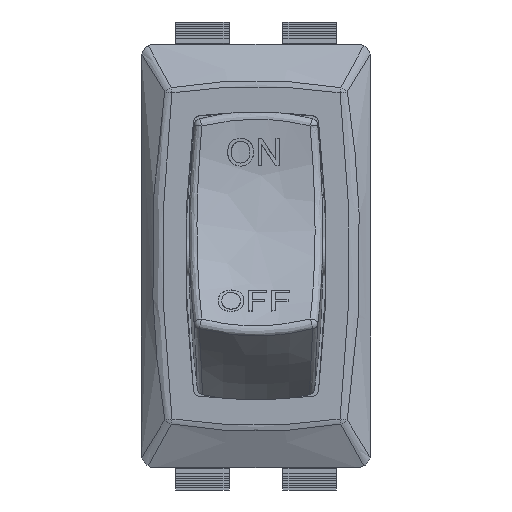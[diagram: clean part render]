
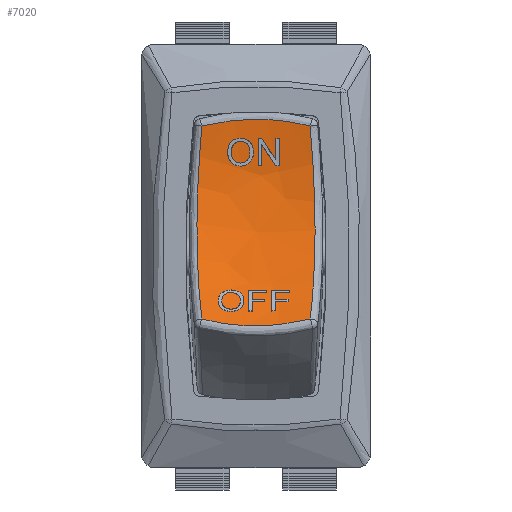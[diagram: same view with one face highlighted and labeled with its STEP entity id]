
A CAD part, top view. The second image highlights one B-rep face of the part: STEP entity #7020.
In plain terms, the highlighted free-form (B-spline) face has degree [2, 2] with [3, 3] control points.
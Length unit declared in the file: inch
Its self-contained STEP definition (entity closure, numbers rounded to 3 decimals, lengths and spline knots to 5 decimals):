
#46=(
BOUNDED_SURFACE()
B_SPLINE_SURFACE(2,2,((#10300,#10301,#10302),(#10303,#10304,#10305),(#10306,
#10307,#10308)),.UNSPECIFIED.,.F.,.F.,.F.)
B_SPLINE_SURFACE_WITH_KNOTS((3,3),(3,3),(-0.14253,0.14253),
(-2.06401,-1.07758),.UNSPECIFIED.)
GEOMETRIC_REPRESENTATION_ITEM()
RATIONAL_B_SPLINE_SURFACE(((1.,0.881,1.),(0.99,0.872,
0.99),(1.,0.881,1.)))
REPRESENTATION_ITEM('')
SURFACE()
);
#1870=FACE_OUTER_BOUND('',#2258,.T.);
#2258=EDGE_LOOP('',(#4931,#4932,#4933,#4934));
#2737=B_SPLINE_CURVE_WITH_KNOTS('',3,(#9529,#9530,#9531,#9532),
 .UNSPECIFIED.,.F.,.F.,(4,4),(0.15375,0.97601),
 .UNSPECIFIED.);
#2774=B_SPLINE_CURVE_WITH_KNOTS('',3,(#9989,#9990,#9991,#9992,#9993),
 .UNSPECIFIED.,.F.,.F.,(4,1,4),(-1.85961,-0.93594,-0.24319),
 .UNSPECIFIED.);
#2784=B_SPLINE_CURVE_WITH_KNOTS('',3,(#10145,#10146,#10147,#10148),
 .UNSPECIFIED.,.F.,.F.,(4,4),(0.12668,0.94857),
 .UNSPECIFIED.);
#2786=B_SPLINE_CURVE_WITH_KNOTS('',3,(#10183,#10184,#10185,#10186,#10187),
 .UNSPECIFIED.,.F.,.F.,(4,1,4),(-1.85961,-1.16686,-0.24319),
 .UNSPECIFIED.);
#2967=VERTEX_POINT('',#9526);
#2968=VERTEX_POINT('',#9528);
#3028=VERTEX_POINT('',#9939);
#3032=VERTEX_POINT('',#9950);
#3679=EDGE_CURVE('',#2967,#2968,#2737,.T.);
#3765=EDGE_CURVE('',#3032,#2967,#2774,.T.);
#3775=EDGE_CURVE('',#3028,#3032,#2784,.T.);
#3777=EDGE_CURVE('',#2968,#3028,#2786,.T.);
#4931=ORIENTED_EDGE('',*,*,#3765,.F.);
#4932=ORIENTED_EDGE('',*,*,#3775,.F.);
#4933=ORIENTED_EDGE('',*,*,#3777,.F.);
#4934=ORIENTED_EDGE('',*,*,#3679,.F.);
#7020=ADVANCED_FACE('',(#1870),#46,.T.);
#9526=CARTESIAN_POINT('',(-0.15814,0.37905,0.08565));
#9528=CARTESIAN_POINT('',(0.15814,0.37905,0.08565));
#9529=CARTESIAN_POINT('Ctrl Pts',(-0.15814,0.37905,
0.08565));
#9530=CARTESIAN_POINT('Ctrl Pts',(-0.05562,0.40579,
0.0752));
#9531=CARTESIAN_POINT('Ctrl Pts',(0.05537,0.40585,
0.07517));
#9532=CARTESIAN_POINT('Ctrl Pts',(0.15814,0.37905,0.08565));
#9939=CARTESIAN_POINT('',(0.15814,-0.1847,0.29084));
#9950=CARTESIAN_POINT('',(-0.15814,-0.1847,0.29084));
#9989=CARTESIAN_POINT('Ctrl Pts',(-0.15814,-0.1847,
0.29084));
#9990=CARTESIAN_POINT('Ctrl Pts',(-0.16822,-0.10296,
0.20621));
#9991=CARTESIAN_POINT('Ctrl Pts',(-0.17787,0.08064,
0.09523));
#9992=CARTESIAN_POINT('Ctrl Pts',(-0.1657,0.29129,
0.07643));
#9993=CARTESIAN_POINT('Ctrl Pts',(-0.15814,0.37905,
0.08565));
#10145=CARTESIAN_POINT('Ctrl Pts',(0.15814,-0.1847,
0.29084));
#10146=CARTESIAN_POINT('Ctrl Pts',(0.05555,-0.21192,
0.30002));
#10147=CARTESIAN_POINT('Ctrl Pts',(-0.05535,-0.21198,
0.30004));
#10148=CARTESIAN_POINT('Ctrl Pts',(-0.15814,-0.1847,
0.29084));
#10183=CARTESIAN_POINT('Ctrl Pts',(0.15814,0.37905,
0.08565));
#10184=CARTESIAN_POINT('Ctrl Pts',(0.1657,0.29129,0.07643));
#10185=CARTESIAN_POINT('Ctrl Pts',(0.17787,0.08064,
0.09523));
#10186=CARTESIAN_POINT('Ctrl Pts',(0.16822,-0.10296,
0.20621));
#10187=CARTESIAN_POINT('Ctrl Pts',(0.15814,-0.1847,
0.29084));
#10300=CARTESIAN_POINT('Ctrl Pts',(-0.1724,-0.19604,
0.30609));
#10301=CARTESIAN_POINT('Ctrl Pts',(-0.1724,0.04268,
0.03853));
#10302=CARTESIAN_POINT('Ctrl Pts',(-0.1724,0.39754,
0.09004));
#10303=CARTESIAN_POINT('Ctrl Pts',(0.,-0.2145,
0.28962));
#10304=CARTESIAN_POINT('Ctrl Pts',(0.,0.03308,
0.01214));
#10305=CARTESIAN_POINT('Ctrl Pts',(0.,0.40109,
0.06556));
#10306=CARTESIAN_POINT('Ctrl Pts',(0.1724,-0.19604,
0.30609));
#10307=CARTESIAN_POINT('Ctrl Pts',(0.1724,0.04268,
0.03853));
#10308=CARTESIAN_POINT('Ctrl Pts',(0.1724,0.39754,
0.09004));
